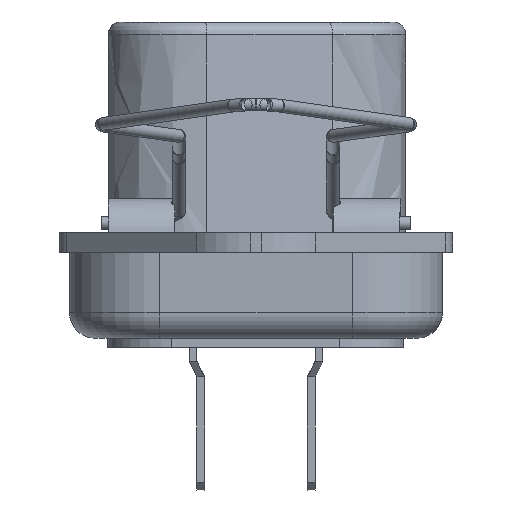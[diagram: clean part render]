
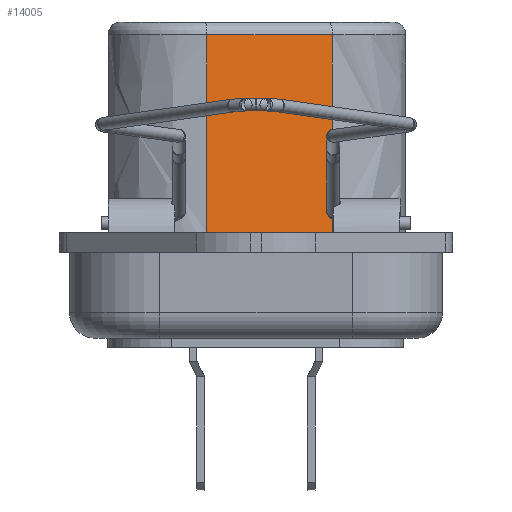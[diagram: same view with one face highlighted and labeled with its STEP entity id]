
A CAD part, left-side view. The second image highlights one B-rep face of the part: STEP entity #14005.
In plain terms, the highlighted face is a extrusion surface.
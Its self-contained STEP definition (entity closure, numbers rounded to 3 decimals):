
#12812 = VERTEX_POINT('',#12813);
#12813 = CARTESIAN_POINT('',(-12.327,1.916,
    0.));
#12871 = VERTEX_POINT('',#12872);
#12872 = CARTESIAN_POINT('',(-11.202,-2.973,0.));
#12878 = EDGE_CURVE('',#12812,#12871,#12879,.T.);
#12879 = B_SPLINE_CURVE_WITH_KNOTS('',1,(#12880,#12881),.UNSPECIFIED.,
  .F.,.F.,(2,2),(0.,4.043),.PIECEWISE_BEZIER_KNOTS.);
#12880 = CARTESIAN_POINT('',(-12.327,1.916,
    0.));
#12881 = CARTESIAN_POINT('',(-11.202,-2.973,
    0.));
#13976 = VERTEX_POINT('',#13977);
#13977 = CARTESIAN_POINT('',(-12.327,1.916,7.7));
#13992 = EDGE_CURVE('',#12812,#13976,#13993,.T.);
#13993 = LINE('',#13994,#13995);
#13994 = CARTESIAN_POINT('',(-12.327,1.916,
    0.));
#13995 = VECTOR('',#13996,1.);
#13996 = DIRECTION('',(0.,0.,1.));
#14005 = ADVANCED_FACE('',(#14006),#14031,.F.);
#14006 = FACE_BOUND('',#14007,.F.);
#14007 = EDGE_LOOP('',(#14008,#14009,#14024,#14030));
#14008 = ORIENTED_EDGE('',*,*,#13992,.T.);
#14009 = ORIENTED_EDGE('',*,*,#14010,.F.);
#14010 = EDGE_CURVE('',#14011,#13976,#14013,.T.);
#14011 = VERTEX_POINT('',#14012);
#14012 = CARTESIAN_POINT('',(-11.202,-2.973,7.7));
#14013 = ( BOUNDED_CURVE() B_SPLINE_CURVE(9,(#14014,#14015,#14016,#14017
    ,#14018,#14019,#14020,#14021,#14022,#14023),.UNSPECIFIED.,.F.,.F.) 
B_SPLINE_CURVE_WITH_KNOTS((10,10),(55.994,60.759),
.PIECEWISE_BEZIER_KNOTS.) CURVE() GEOMETRIC_REPRESENTATION_ITEM() 
RATIONAL_B_SPLINE_CURVE((1.,1.,1.,1.,1.,1.,1.,1.,1.,1.)) 
REPRESENTATION_ITEM('') );
#14014 = CARTESIAN_POINT('',(-11.202,-2.973,7.7));
#14015 = CARTESIAN_POINT('',(-11.329,-2.42,7.7));
#14016 = CARTESIAN_POINT('',(-11.453,-1.882,7.7));
#14017 = CARTESIAN_POINT('',(-11.578,-1.337,7.7));
#14018 = CARTESIAN_POINT('',(-11.702,-0.8,7.7));
#14019 = CARTESIAN_POINT('',(-11.826,-0.263,7.7));
#14020 = CARTESIAN_POINT('',(-11.948,0.27,7.7));
#14021 = CARTESIAN_POINT('',(-12.073,0.814,7.7));
#14022 = CARTESIAN_POINT('',(-12.196,1.347,7.7));
#14023 = CARTESIAN_POINT('',(-12.327,1.916,7.7));
#14024 = ORIENTED_EDGE('',*,*,#14025,.F.);
#14025 = EDGE_CURVE('',#12871,#14011,#14026,.T.);
#14026 = LINE('',#14027,#14028);
#14027 = CARTESIAN_POINT('',(-11.202,-2.973,
    0.));
#14028 = VECTOR('',#14029,1.);
#14029 = DIRECTION('',(0.,0.,1.));
#14030 = ORIENTED_EDGE('',*,*,#12878,.F.);
#14031 = SURFACE_OF_LINEAR_EXTRUSION('',#14032,#14035);
#14032 = B_SPLINE_CURVE_WITH_KNOTS('',1,(#14033,#14034),.UNSPECIFIED.,
  .F.,.F.,(2,2),(0.,4.043),.PIECEWISE_BEZIER_KNOTS.);
#14033 = CARTESIAN_POINT('',(-12.327,1.916,
    0.));
#14034 = CARTESIAN_POINT('',(-11.202,-2.973,
    0.));
#14035 = VECTOR('',#14036,1.);
#14036 = DIRECTION('',(0.,-0.,-1.));
